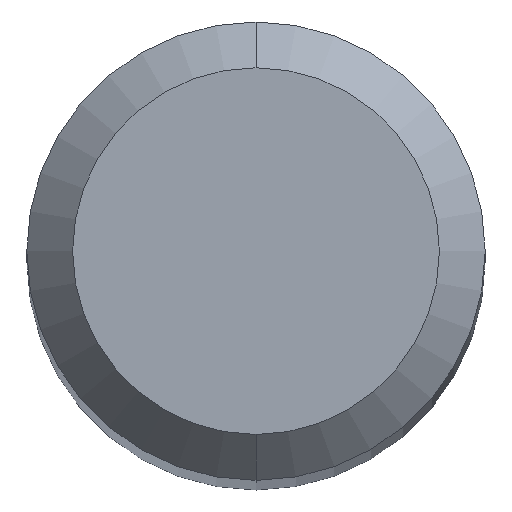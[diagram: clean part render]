
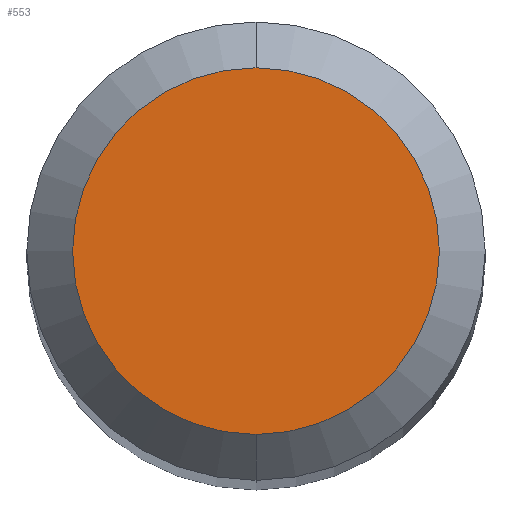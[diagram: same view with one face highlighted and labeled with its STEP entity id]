
A CAD part, top view. The second image highlights one B-rep face of the part: STEP entity #553.
In plain terms, the highlighted planar face has unit normal (0, 0, 1).
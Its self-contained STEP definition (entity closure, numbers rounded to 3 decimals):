
#479=VERTEX_POINT('',#1104);
#553=ADVANCED_FACE('',(#1183),#1184,.T.);
#575=EDGE_CURVE('',#479,#673,#1210,.T.);
#673=VERTEX_POINT('',#1317);
#895=EDGE_CURVE('',#673,#479,#1559,.T.);
#1104=CARTESIAN_POINT('',(0.,-1.2,0.0));
#1183=FACE_OUTER_BOUND('',#3518,.T.);
#1184=PLANE('',#3519);
#1210=CIRCLE('',#3552,1.2);
#1317=CARTESIAN_POINT('',(0.0,1.2,0.0));
#1559=CIRCLE('',#5528,1.2);
#3518=EDGE_LOOP('',(#5856,#5857));
#3519=AXIS2_PLACEMENT_3D('',#5858,#5859,#5860);
#3552=AXIS2_PLACEMENT_3D('',#5899,#5900,#5901);
#5528=AXIS2_PLACEMENT_3D('',#6265,#6266,#6267);
#5856=ORIENTED_EDGE('',*,*,#895,.F.);
#5857=ORIENTED_EDGE('',*,*,#575,.F.);
#5858=CARTESIAN_POINT('',(0.0,0.6,0.0));
#5859=DIRECTION('',(-0.0,0.0,1.0));
#5860=DIRECTION('',(0.0,-1.0,0.0));
#5899=CARTESIAN_POINT('',(0.0,0.0,0.0));
#5900=DIRECTION('',(0.0,0.0,-1.0));
#5901=DIRECTION('',(0.0,1.0,0.0));
#6265=CARTESIAN_POINT('',(0.0,0.0,0.0));
#6266=DIRECTION('',(0.0,0.0,-1.0));
#6267=DIRECTION('',(0.0,1.0,0.0));
